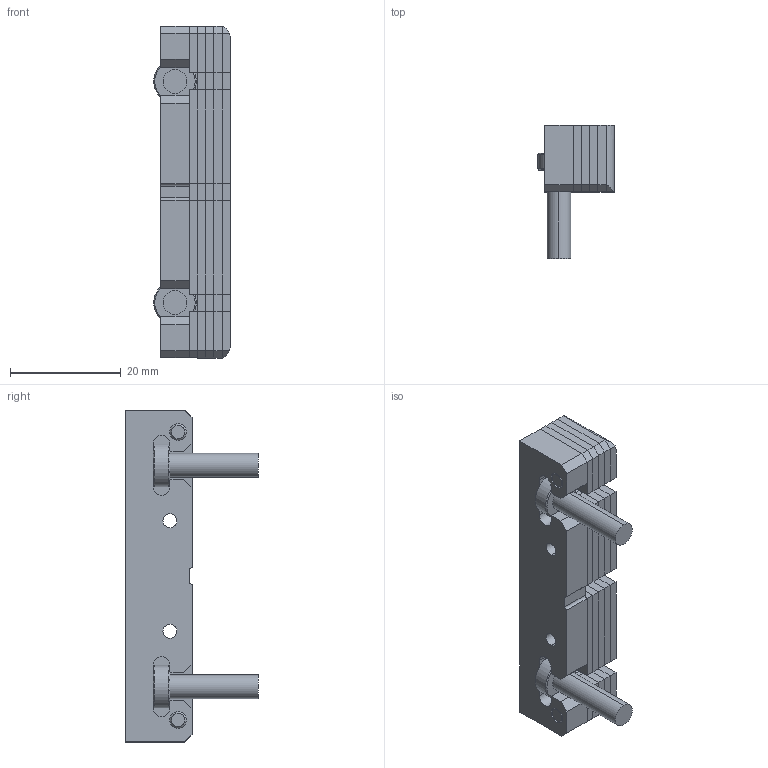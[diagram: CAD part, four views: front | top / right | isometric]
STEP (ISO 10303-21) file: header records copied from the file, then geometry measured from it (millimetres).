
FILE_DESCRIPTION (( 'STEP AP203' ), '1' );
FILE_NAME ('79ae.STEP', '2023-01-11T09:01:32', ( '' ), ( '' ), 'SwSTEP 2.0', 'SolidWorks 2019', '' );
FILE_SCHEMA (( 'CONFIG_CONTROL_DESIGN' ));
Length unit declared in the file: millimetre
Products named in the file (6): Pin_60 af550ff735633afcb70eb56c4ee36377; Bolt_60 af550ff735633afcb70eb56c4ee36377; 79ae; Lamellar_Gas_Vent_ISGL60 af550ff735633afcb70eb56c4ee36377; Lamela_60 af550ff735633afcb70eb56c4ee36377; Lamela_60_R af550ff735633afcb70eb56c4ee36377
Assembly tree (9 placements, depth 2):
  79ae
    Lamellar_Gas_Vent_ISGL60 af550ff735633afcb70eb56c4ee36377
    Lamela_60 af550ff735633afcb70eb56c4ee36377  x3
    Lamela_60_R af550ff735633afcb70eb56c4ee36377
    Bolt_60 af550ff735633afcb70eb56c4ee36377  x2
    Pin_60 af550ff735633afcb70eb56c4ee36377  x2
Bounding box: 13.85 x 24 x 60 mm (x, y, z)
Volume: 8406.3 mm3; surface area: 11072.7 mm2
Topology: 10 solids, 10 shells, 340 faces, 938 edges, 620 vertices
Faces by surface type: plane 194, cylinder 130, cone 16
Entity records: 7792 total; most frequent: CARTESIAN_POINT 1239, DIRECTION 1236, ORIENTED_EDGE 1208, EDGE_CURVE 604, VECTOR 426, LINE 426, AXIS2_PLACEMENT_3D 405, VERTEX_POINT 400
